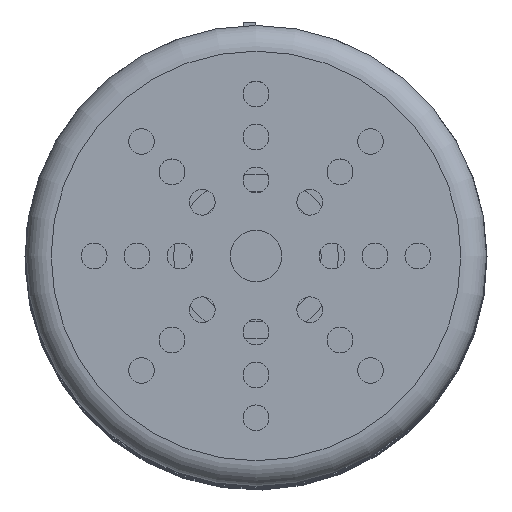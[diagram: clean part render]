
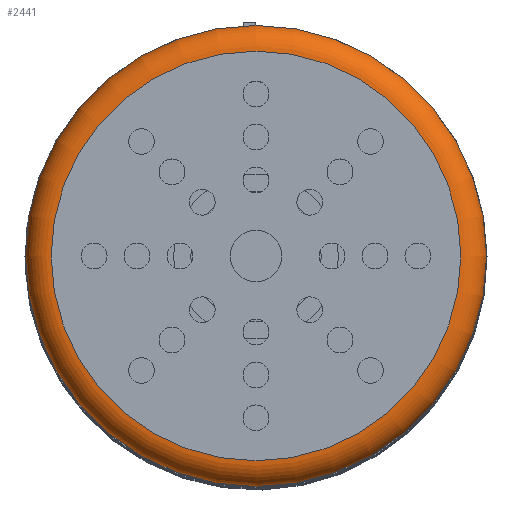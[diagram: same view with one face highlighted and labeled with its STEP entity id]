
A CAD part, top view. The second image highlights one B-rep face of the part: STEP entity #2441.
In plain terms, the highlighted toroidal (fillet/blend) face has major radius 23.85 mm and minor radius 3 mm.
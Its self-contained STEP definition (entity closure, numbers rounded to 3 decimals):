
#2414=CARTESIAN_POINT('',(0.0,0.0,3.0));
#2415=DIRECTION('',(0.0,0.0,-1.0));
#2416=DIRECTION('',(-1.0,0.0,0.0));
#2417=AXIS2_PLACEMENT_3D('',#2414,#2415,#2416);
#2418=TOROIDAL_SURFACE('',#2417,23.85,3.0);
#2419=CARTESIAN_POINT('',(26.85,0.,3.0));
#2420=VERTEX_POINT('',#2419);
#2421=CARTESIAN_POINT('',(0.0,0.0,3.0));
#2422=DIRECTION('',(0.0,0.0,-1.0));
#2423=DIRECTION('',(-1.0,0.0,0.0));
#2424=AXIS2_PLACEMENT_3D('',#2421,#2422,#2423);
#2425=CIRCLE('',#2424,26.85);
#2426=EDGE_CURVE('',#2420,#2420,#2425,.T.);
#2427=ORIENTED_EDGE('',*,*,#2426,.T.);
#2428=EDGE_LOOP('',(#2427));
#2429=FACE_OUTER_BOUND('',#2428,.T.);
#2430=CARTESIAN_POINT('',(23.85,0.,0.0));
#2431=VERTEX_POINT('',#2430);
#2432=CARTESIAN_POINT('',(0.0,0.0,0.0));
#2433=DIRECTION('',(0.0,0.0,1.0));
#2434=DIRECTION('',(-1.0,0.0,0.0));
#2435=AXIS2_PLACEMENT_3D('',#2432,#2433,#2434);
#2436=CIRCLE('',#2435,23.85);
#2437=EDGE_CURVE('',#2431,#2431,#2436,.T.);
#2438=ORIENTED_EDGE('',*,*,#2437,.T.);
#2439=EDGE_LOOP('',(#2438));
#2440=FACE_BOUND('',#2439,.T.);
#2441=ADVANCED_FACE('',(#2429,#2440),#2418,.T.);
